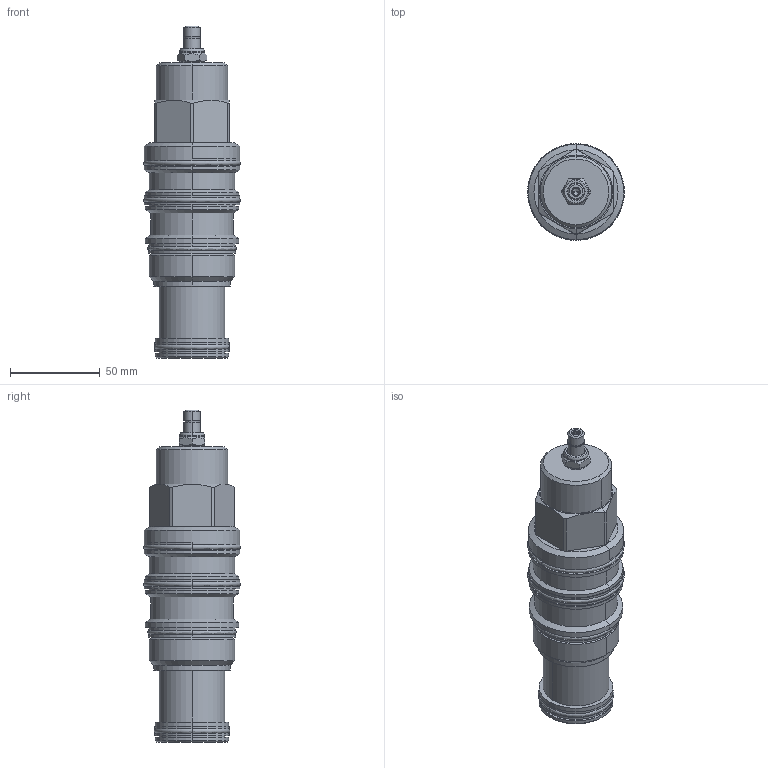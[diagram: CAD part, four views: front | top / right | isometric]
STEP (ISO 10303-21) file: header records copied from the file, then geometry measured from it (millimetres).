
FILE_DESCRIPTION((''),'2;1');
FILE_NAME('RVID-LAN_PRT','2017-03-14T',('Administrator'),(''),'PRO/ENGINEER BY PARAMETRIC TECHNOLOGY CORPORATION, 2006240','PRO/ENGINEER BY PARAMETRIC TECHNOLOGY CORPORATION, 2006240','');
FILE_SCHEMA(('CONFIG_CONTROL_DESIGN'));
Length unit declared in the file: inch
Products named in the file (1): RVID-LAN_PRT
Bounding box: 53.84 x 53.83 x 184.94 mm (x, y, z)
Volume: 258044.7 mm3; surface area: 39346.1 mm2
Topology: 6 solids, 6 shells, 218 faces, 480 edges, 287 vertices
Faces by surface type: cylinder 75, plane 64, cone 36, torus 27, revolution 16
Entity records: 7990 total; most frequent: CARTESIAN_POINT 3073, DIRECTION 1088, ORIENTED_EDGE 956, EDGE_CURVE 478, AXIS2_PLACEMENT_3D 454, VERTEX_POINT 287, CIRCLE 252, EDGE_LOOP 243
